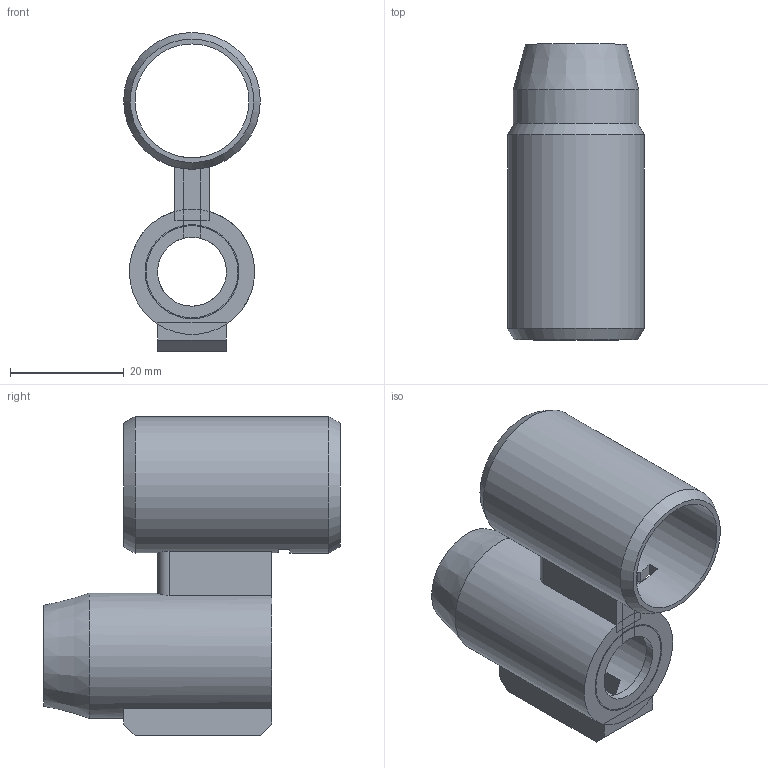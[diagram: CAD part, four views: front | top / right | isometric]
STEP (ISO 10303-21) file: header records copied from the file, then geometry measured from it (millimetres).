
FILE_DESCRIPTION(('FreeCAD Model'),'2;1');
FILE_NAME('Open CASCADE Shape Model','2024-02-21T15:04:40',('Author'),( ''),'Open CASCADE STEP processor 7.6','FreeCAD','Unknown');
FILE_SCHEMA(('AUTOMOTIVE_DESIGN { 1 0 10303 214 1 1 1 1 }'));
Length unit declared in the file: millimetre
Products named in the file (1): Body
Bounding box: 24 x 52 x 56 mm (x, y, z)
Volume: 13278.2 mm3; surface area: 11134 mm2
Topology: 1 solids, 1 shells, 65 faces, 168 edges, 111 vertices
Faces by surface type: plane 55, cylinder 7, cone 3
Full cylindrical faces by diameter (mm): 12.1 x1, 16.15 x1, 20 x1, 22 x1, 24 x1
Entity records: 4464 total; most frequent: CARTESIAN_POINT 1255, DIRECTION 552, ORIENTED_EDGE 336, PCURVE 336, DEFINITIONAL_REPRESENTATION 336, LINE 292, VECTOR 292, EDGE_CURVE 168
